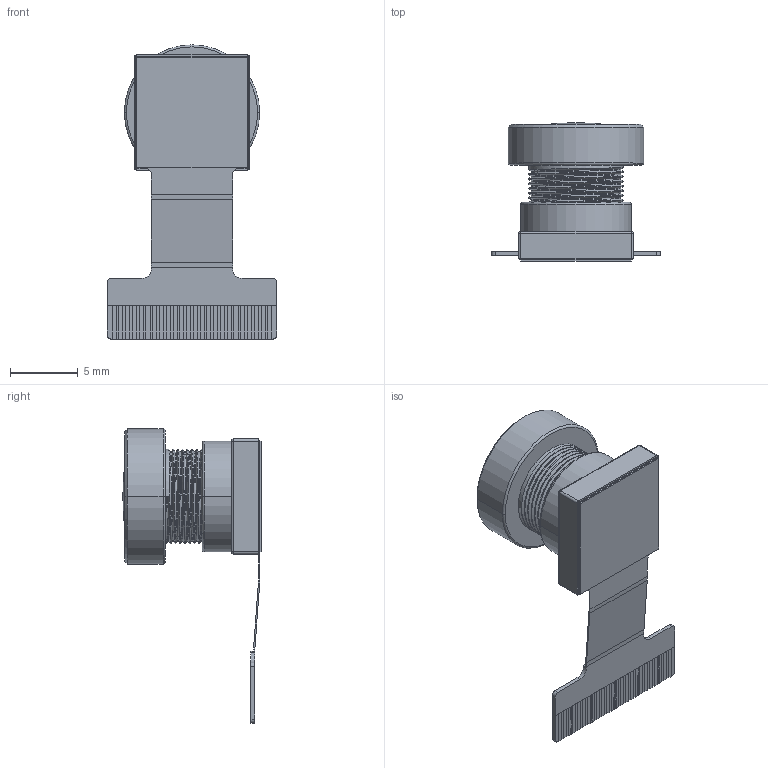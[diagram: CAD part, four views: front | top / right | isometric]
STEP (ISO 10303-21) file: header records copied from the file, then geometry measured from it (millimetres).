
FILE_DESCRIPTION (( 'STEP AP214' ), '1' );
FILE_NAME ('OV2640_169D(FPC_Gap).STEP', '2024-12-29T21:37:08', ( '' ), ( '' ), 'SwSTEP 2.0', 'SolidWorks 2024', '' );
FILE_SCHEMA (( 'AUTOMOTIVE_DESIGN' ));
Length unit declared in the file: millimetre
Products named in the file (1): OV2640_169D(FPC_Gap)
Bounding box: 12.5 x 10.23 x 21.75 mm (x, y, z)
Volume: 623.3 mm3; surface area: 777.7 mm2
Topology: 1 solids, 1 shells, 197 faces, 544 edges, 349 vertices
Faces by surface type: plane 139, cylinder 40, sphere 6, cone 4, torus 4, bspline 4
Entity records: 8525 total; most frequent: CARTESIAN_POINT 2618, ORIENTED_EDGE 1080, DIRECTION 954, EDGE_CURVE 540, LINE 434, VECTOR 434, VERTEX_POINT 349, AXIS2_PLACEMENT_3D 260
